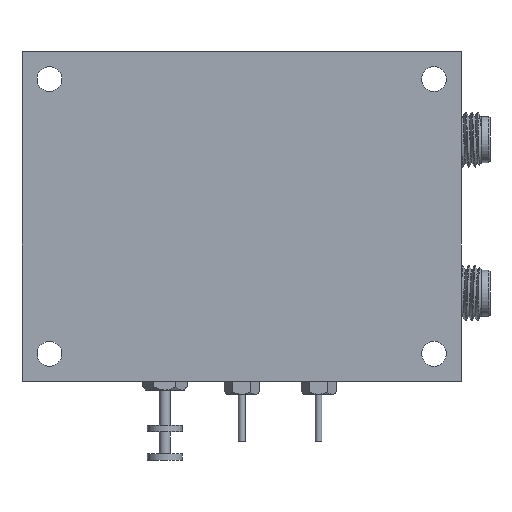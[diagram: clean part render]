
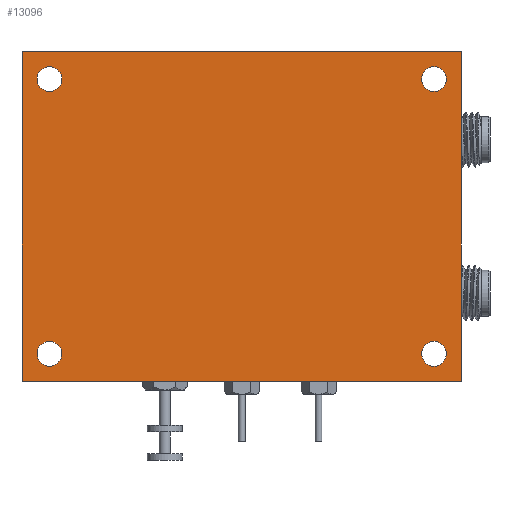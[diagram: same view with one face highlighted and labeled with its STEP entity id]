
A CAD part, front view. The second image highlights one B-rep face of the part: STEP entity #13096.
In plain terms, the highlighted planar face has unit normal (0, -1, 0).
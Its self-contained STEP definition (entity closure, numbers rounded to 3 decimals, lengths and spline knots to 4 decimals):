
#920 = EDGE_LOOP ( 'NONE', ( #54798 ) ) ;
#1524 = ORIENTED_EDGE ( 'NONE', *, *, #3422, .F. ) ;
#3051 = EDGE_LOOP ( 'NONE', ( #55382 ) ) ;
#3153 = CARTESIAN_POINT ( 'NONE',  ( -0.9315, 0., 0.625 ) ) ;
#3422 = EDGE_CURVE ( 'NONE', #45969, #5858, #50756, .T. ) ;
#5050 = CARTESIAN_POINT ( 'NONE',  ( -0.875, 0., 0.625 ) ) ;
#5171 = VERTEX_POINT ( 'NONE', #26169 ) ;
#5344 = CARTESIAN_POINT ( 'NONE',  ( -0.9315, 0., -0.625 ) ) ;
#5858 = VERTEX_POINT ( 'NONE', #24029 ) ;
#6728 = LINE ( 'NONE', #45417, #40265 ) ;
#8247 = FACE_BOUND ( 'NONE', #3051, .T. ) ;
#8475 = CARTESIAN_POINT ( 'NONE',  ( -1., 0., 0.75 ) ) ;
#8959 = VECTOR ( 'NONE', #50579, 39.3701 ) ;
#9407 = CIRCLE ( 'NONE', #23240, 0.0565 ) ;
#10303 = VERTEX_POINT ( 'NONE', #5344 ) ;
#12446 = CARTESIAN_POINT ( 'NONE',  ( 0.8185, 0., -0.625 ) ) ;
#12589 = CARTESIAN_POINT ( 'NONE',  ( 0., 0., 0. ) ) ;
#12898 = FACE_BOUND ( 'NONE', #40522, .T. ) ;
#13096 = ADVANCED_FACE ( 'NONE', ( #55023, #41063, #8247, #26825, #12898 ), #30559, .T. ) ;
#16017 = LINE ( 'NONE', #58146, #49751 ) ;
#16459 = VECTOR ( 'NONE', #60678, 39.3701 ) ;
#16625 = DIRECTION ( 'NONE',  ( 0., -1., 0. ) ) ;
#18358 = ORIENTED_EDGE ( 'NONE', *, *, #43370, .F. ) ;
#19091 = EDGE_CURVE ( 'NONE', #60520, #60520, #22047, .T. ) ;
#19499 = ORIENTED_EDGE ( 'NONE', *, *, #26755, .F. ) ;
#20356 = DIRECTION ( 'NONE',  ( 1., 0., 0. ) ) ;
#20669 = EDGE_LOOP ( 'NONE', ( #24553 ) ) ;
#21962 = CARTESIAN_POINT ( 'NONE',  ( 1., 0., 0.75 ) ) ;
#22047 = CIRCLE ( 'NONE', #31948, 0.0565 ) ;
#22733 = CARTESIAN_POINT ( 'NONE',  ( 0.8185, 0., 0.625 ) ) ;
#23240 = AXIS2_PLACEMENT_3D ( 'NONE', #47288, #42345, #56612 ) ;
#24029 = CARTESIAN_POINT ( 'NONE',  ( 1., 0., -0.75 ) ) ;
#24553 = ORIENTED_EDGE ( 'NONE', *, *, #19091, .F. ) ;
#26115 = AXIS2_PLACEMENT_3D ( 'NONE', #5050, #29182, #57380 ) ;
#26169 = CARTESIAN_POINT ( 'NONE',  ( -1., 0., 0.75 ) ) ;
#26755 = EDGE_CURVE ( 'NONE', #5171, #45969, #6728, .T. ) ;
#26825 = FACE_BOUND ( 'NONE', #20669, .T. ) ;
#27317 = CARTESIAN_POINT ( 'NONE',  ( -0.875, 0., -0.625 ) ) ;
#27620 = EDGE_CURVE ( 'NONE', #10303, #10303, #36365, .T. ) ;
#29182 = DIRECTION ( 'NONE',  ( 0., -1., 0. ) ) ;
#30559 = PLANE ( 'NONE',  #34764 ) ;
#31645 = VERTEX_POINT ( 'NONE', #12446 ) ;
#31948 = AXIS2_PLACEMENT_3D ( 'NONE', #59452, #41452, #45485 ) ;
#32080 = CIRCLE ( 'NONE', #26115, 0.0565 ) ;
#32821 = EDGE_LOOP ( 'NONE', ( #1524, #19499, #18358, #46081 ) ) ;
#34364 = AXIS2_PLACEMENT_3D ( 'NONE', #27317, #60459, #45576 ) ;
#34764 = AXIS2_PLACEMENT_3D ( 'NONE', #12589, #16625, #54407 ) ;
#36365 = CIRCLE ( 'NONE', #34364, 0.0565 ) ;
#36586 = VERTEX_POINT ( 'NONE', #3153 ) ;
#36645 = EDGE_CURVE ( 'NONE', #5858, #55487, #16017, .T. ) ;
#40265 = VECTOR ( 'NONE', #20356, 39.3701 ) ;
#40522 = EDGE_LOOP ( 'NONE', ( #47963 ) ) ;
#41063 = FACE_BOUND ( 'NONE', #920, .T. ) ;
#41286 = LINE ( 'NONE', #8475, #8959 ) ;
#41452 = DIRECTION ( 'NONE',  ( 0., -1., 0. ) ) ;
#42345 = DIRECTION ( 'NONE',  ( 0., -1., 0. ) ) ;
#43370 = EDGE_CURVE ( 'NONE', #55487, #5171, #41286, .T. ) ;
#44190 = DIRECTION ( 'NONE',  ( -1., 0., 0. ) ) ;
#45417 = CARTESIAN_POINT ( 'NONE',  ( -1., 0., 0.75 ) ) ;
#45485 = DIRECTION ( 'NONE',  ( -1., 0., 0. ) ) ;
#45576 = DIRECTION ( 'NONE',  ( -1., 0., 0. ) ) ;
#45758 = CARTESIAN_POINT ( 'NONE',  ( 1., 0., 0.75 ) ) ;
#45969 = VERTEX_POINT ( 'NONE', #45758 ) ;
#46081 = ORIENTED_EDGE ( 'NONE', *, *, #36645, .F. ) ;
#47288 = CARTESIAN_POINT ( 'NONE',  ( 0.875, 0., -0.625 ) ) ;
#47963 = ORIENTED_EDGE ( 'NONE', *, *, #55373, .F. ) ;
#49751 = VECTOR ( 'NONE', #44190, 39.3701 ) ;
#50579 = DIRECTION ( 'NONE',  ( 0., 0., 1. ) ) ;
#50756 = LINE ( 'NONE', #21962, #16459 ) ;
#54407 = DIRECTION ( 'NONE',  ( -1., 0., 0. ) ) ;
#54798 = ORIENTED_EDGE ( 'NONE', *, *, #27620, .F. ) ;
#55023 = FACE_OUTER_BOUND ( 'NONE', #32821, .T. ) ;
#55373 = EDGE_CURVE ( 'NONE', #36586, #36586, #32080, .T. ) ;
#55382 = ORIENTED_EDGE ( 'NONE', *, *, #60570, .F. ) ;
#55487 = VERTEX_POINT ( 'NONE', #58302 ) ;
#56612 = DIRECTION ( 'NONE',  ( -1., 0., 0. ) ) ;
#57380 = DIRECTION ( 'NONE',  ( -1., 0., 0. ) ) ;
#58146 = CARTESIAN_POINT ( 'NONE',  ( -1., 0., -0.75 ) ) ;
#58302 = CARTESIAN_POINT ( 'NONE',  ( -1., 0., -0.75 ) ) ;
#59452 = CARTESIAN_POINT ( 'NONE',  ( 0.875, 0., 0.625 ) ) ;
#60459 = DIRECTION ( 'NONE',  ( 0., -1., 0. ) ) ;
#60520 = VERTEX_POINT ( 'NONE', #22733 ) ;
#60570 = EDGE_CURVE ( 'NONE', #31645, #31645, #9407, .T. ) ;
#60678 = DIRECTION ( 'NONE',  ( 0., 0., -1. ) ) ;
